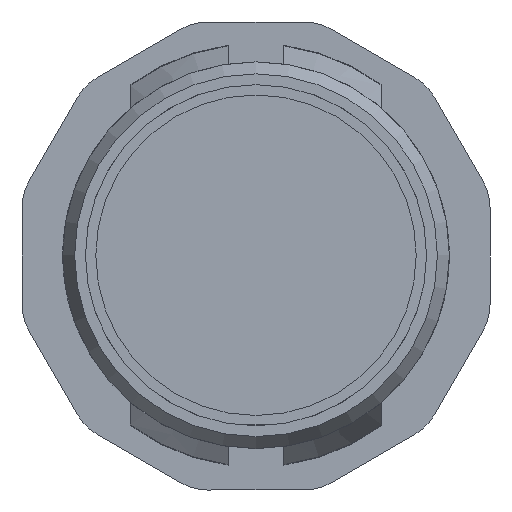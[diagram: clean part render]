
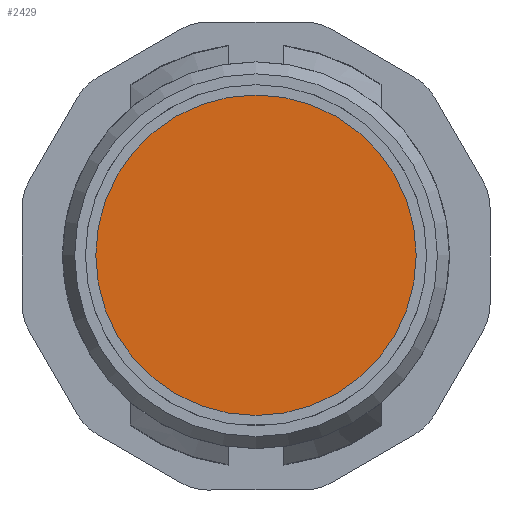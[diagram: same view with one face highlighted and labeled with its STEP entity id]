
A CAD part, front view. The second image highlights one B-rep face of the part: STEP entity #2429.
In plain terms, the highlighted planar face has unit normal (0, -1, 0).
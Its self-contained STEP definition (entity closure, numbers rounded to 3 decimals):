
#1756=PLANE('',#8195);
#1990=FACE_OUTER_BOUND('',#3118,.T.);
#2429=ADVANCED_FACE('',(#1990),#1756,.T.);
#3118=EDGE_LOOP('',(#3670));
#3670=ORIENTED_EDGE('',*,*,#6763,.F.);
#5998=VERTEX_POINT('',#11098);
#6763=EDGE_CURVE('',#5998,#5998,#7928,.T.);
#7928=CIRCLE('',#8192,20.715);
#8192=AXIS2_PLACEMENT_3D('',#11097,#8941,#8942);
#8195=AXIS2_PLACEMENT_3D('',#11102,#8947,#8948);
#8941=DIRECTION('',(0.,1.,0.));
#8942=DIRECTION('',(0.,0.,-1.));
#8947=DIRECTION('',(0.,-1.,0.));
#8948=DIRECTION('',(1.,0.,0.));
#11097=CARTESIAN_POINT('',(0.,-2.,0.));
#11098=CARTESIAN_POINT('',(0.,-2.,-20.715));
#11102=CARTESIAN_POINT('',(0.,-2.,16.45));
